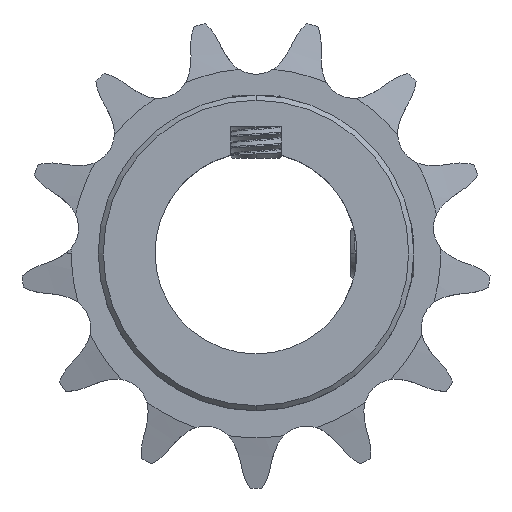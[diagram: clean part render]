
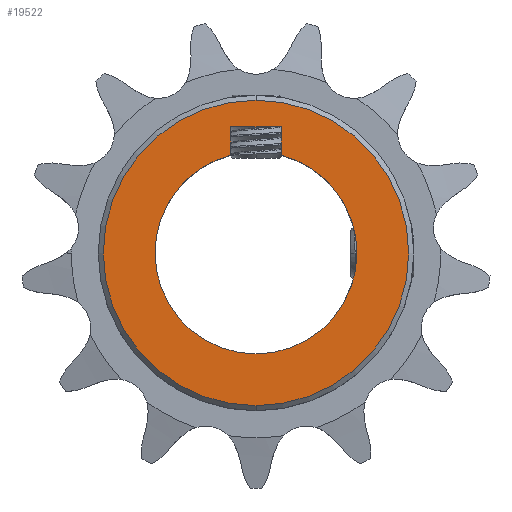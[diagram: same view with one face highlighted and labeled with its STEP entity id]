
A CAD part, top view. The second image highlights one B-rep face of the part: STEP entity #19522.
In plain terms, the highlighted planar face has unit normal (0, 0, 1).
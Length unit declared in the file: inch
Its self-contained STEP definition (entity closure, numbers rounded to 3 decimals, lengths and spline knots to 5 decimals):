
#157 = VERTEX_POINT ( 'NONE', #12789 ) ;
#258 = CARTESIAN_POINT ( 'NONE',  ( 0., 0., 0.733 ) ) ;
#643 = ORIENTED_EDGE ( 'NONE', *, *, #18400, .F. ) ;
#654 = VERTEX_POINT ( 'NONE', #5940 ) ;
#799 = DIRECTION ( 'NONE',  ( 0., 0., 1. ) ) ;
#852 = AXIS2_PLACEMENT_3D ( 'NONE', #13193, #15345, #11716 ) ;
#1848 = AXIS2_PLACEMENT_3D ( 'NONE', #258, #12601, #5498 ) ;
#2164 = DIRECTION ( 'NONE',  ( 0., 0., 1. ) ) ;
#2811 = CIRCLE ( 'NONE', #17408, 0.75625 ) ;
#2838 = VERTEX_POINT ( 'NONE', #10868 ) ;
#3281 = DIRECTION ( 'NONE',  ( 0., 1., 0. ) ) ;
#3422 = CARTESIAN_POINT ( 'NONE',  ( -0.125, 0.625, 0.733 ) ) ;
#3648 = DIRECTION ( 'NONE',  ( 1., 0., 0. ) ) ;
#3981 = CIRCLE ( 'NONE', #5716, 0.5 ) ;
#4246 = VERTEX_POINT ( 'NONE', #22798 ) ;
#4400 = LINE ( 'NONE', #17624, #11853 ) ;
#4549 = EDGE_LOOP ( 'NONE', ( #16122, #13052 ) ) ;
#4800 = ORIENTED_EDGE ( 'NONE', *, *, #22557, .F. ) ;
#5247 = ORIENTED_EDGE ( 'NONE', *, *, #12370, .F. ) ;
#5438 = DIRECTION ( 'NONE',  ( 1., 0., 0. ) ) ;
#5498 = DIRECTION ( 'NONE',  ( 0., 1., 0. ) ) ;
#5503 = EDGE_CURVE ( 'NONE', #157, #4246, #4400, .T. ) ;
#5637 = DIRECTION ( 'NONE',  ( 1., 0., 0. ) ) ;
#5709 = CARTESIAN_POINT ( 'NONE',  ( 0., -0.75625, 0.733 ) ) ;
#5716 = AXIS2_PLACEMENT_3D ( 'NONE', #11365, #799, #13152 ) ;
#5940 = CARTESIAN_POINT ( 'NONE',  ( 0.125, 0.48412, 0.733 ) ) ;
#6964 = CARTESIAN_POINT ( 'NONE',  ( 0.5, 0., 0.733 ) ) ;
#7559 = VERTEX_POINT ( 'NONE', #9622 ) ;
#8930 = CIRCLE ( 'NONE', #1848, 0.75625 ) ;
#9242 = EDGE_LOOP ( 'NONE', ( #10579, #17627, #20876, #4800, #643, #5247 ) ) ;
#9622 = CARTESIAN_POINT ( 'NONE',  ( 0., 0.75625, 0.733 ) ) ;
#10320 = VERTEX_POINT ( 'NONE', #15629 ) ;
#10579 = ORIENTED_EDGE ( 'NONE', *, *, #22452, .T. ) ;
#10868 = CARTESIAN_POINT ( 'NONE',  ( -0.125, 0.48412, 0.733 ) ) ;
#11365 = CARTESIAN_POINT ( 'NONE',  ( 0., 0., 0.733 ) ) ;
#11468 = CARTESIAN_POINT ( 'NONE',  ( 0.125, 0.625, 0.733 ) ) ;
#11716 = DIRECTION ( 'NONE',  ( 1., 0., 0. ) ) ;
#11853 = VECTOR ( 'NONE', #5438, 39.37008 ) ;
#12370 = EDGE_CURVE ( 'NONE', #2838, #10320, #15185, .T. ) ;
#12532 = CARTESIAN_POINT ( 'NONE',  ( 0., 0., 0.733 ) ) ;
#12601 = DIRECTION ( 'NONE',  ( 0., 0., -1. ) ) ;
#12789 = CARTESIAN_POINT ( 'NONE',  ( -0.125, 0.625, 0.733 ) ) ;
#13043 = CARTESIAN_POINT ( 'NONE',  ( 0., 0., 0.733 ) ) ;
#13052 = ORIENTED_EDGE ( 'NONE', *, *, #20517, .F. ) ;
#13152 = DIRECTION ( 'NONE',  ( 1., 0., 0. ) ) ;
#13193 = CARTESIAN_POINT ( 'NONE',  ( 0., 0., 0.733 ) ) ;
#14142 = AXIS2_PLACEMENT_3D ( 'NONE', #13043, #2164, #5637 ) ;
#14473 = DIRECTION ( 'NONE',  ( 0., 0., -1. ) ) ;
#15185 = CIRCLE ( 'NONE', #14142, 0.5 ) ;
#15228 = VECTOR ( 'NONE', #3281, 39.37008 ) ;
#15267 = VECTOR ( 'NONE', #18657, 39.37008 ) ;
#15345 = DIRECTION ( 'NONE',  ( 0., 0., 1. ) ) ;
#15629 = CARTESIAN_POINT ( 'NONE',  ( -0.5, 0., 0.733 ) ) ;
#15845 = VERTEX_POINT ( 'NONE', #5709 ) ;
#15933 = EDGE_CURVE ( 'NONE', #7559, #15845, #8930, .T. ) ;
#16082 = DIRECTION ( 'NONE',  ( 0., 1., 0. ) ) ;
#16122 = ORIENTED_EDGE ( 'NONE', *, *, #15933, .F. ) ;
#16835 = AXIS2_PLACEMENT_3D ( 'NONE', #21225, #21155, #3648 ) ;
#17339 = EDGE_CURVE ( 'NONE', #4246, #654, #17744, .T. ) ;
#17408 = AXIS2_PLACEMENT_3D ( 'NONE', #12532, #14473, #16082 ) ;
#17624 = CARTESIAN_POINT ( 'NONE',  ( -0.125, 0.625, 0.733 ) ) ;
#17627 = ORIENTED_EDGE ( 'NONE', *, *, #5503, .T. ) ;
#17744 = LINE ( 'NONE', #11468, #15267 ) ;
#18400 = EDGE_CURVE ( 'NONE', #10320, #20350, #3981, .T. ) ;
#18446 = PLANE ( 'NONE',  #852 ) ;
#18657 = DIRECTION ( 'NONE',  ( 0., -1., 0. ) ) ;
#18908 = CIRCLE ( 'NONE', #16835, 0.5 ) ;
#19388 = FACE_BOUND ( 'NONE', #9242, .T. ) ;
#19522 = ADVANCED_FACE ( 'NONE', ( #19388, #20240 ), #18446, .T. ) ;
#20240 = FACE_OUTER_BOUND ( 'NONE', #4549, .T. ) ;
#20350 = VERTEX_POINT ( 'NONE', #6964 ) ;
#20517 = EDGE_CURVE ( 'NONE', #15845, #7559, #2811, .T. ) ;
#20876 = ORIENTED_EDGE ( 'NONE', *, *, #17339, .T. ) ;
#21155 = DIRECTION ( 'NONE',  ( 0., 0., 1. ) ) ;
#21225 = CARTESIAN_POINT ( 'NONE',  ( 0., 0., 0.733 ) ) ;
#22452 = EDGE_CURVE ( 'NONE', #2838, #157, #22659, .T. ) ;
#22557 = EDGE_CURVE ( 'NONE', #20350, #654, #18908, .T. ) ;
#22659 = LINE ( 'NONE', #3422, #15228 ) ;
#22798 = CARTESIAN_POINT ( 'NONE',  ( 0.125, 0.625, 0.733 ) ) ;
